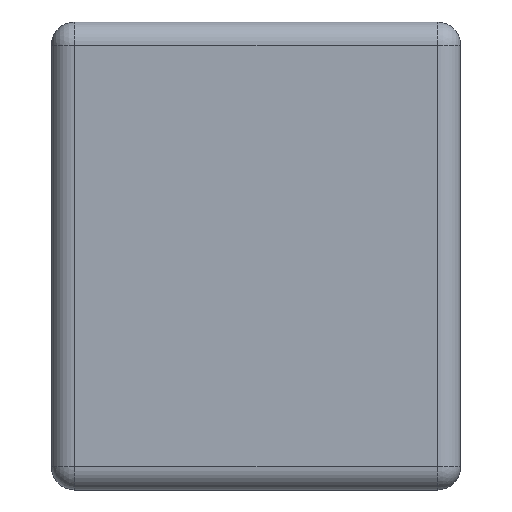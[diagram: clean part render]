
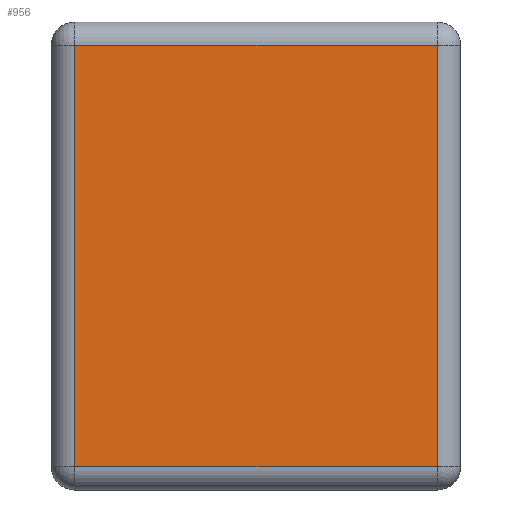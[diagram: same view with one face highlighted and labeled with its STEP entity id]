
A CAD part, left-side view. The second image highlights one B-rep face of the part: STEP entity #956.
In plain terms, the highlighted planar face has unit normal (-1, 0, 0).
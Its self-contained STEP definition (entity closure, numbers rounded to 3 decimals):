
#26 = EDGE_CURVE ( 'NONE', #294, #722, #372, .T. ) ;
#70 = LINE ( 'NONE', #673, #980 ) ;
#100 = DIRECTION ( 'NONE',  ( 1., 0., 0. ) ) ;
#135 = CARTESIAN_POINT ( 'NONE',  ( -1.6, 0.08, -0.72 ) ) ;
#211 = AXIS2_PLACEMENT_3D ( 'NONE', #1097, #100, #216 ) ;
#216 = DIRECTION ( 'NONE',  ( 0., 0., -1. ) ) ;
#268 = CARTESIAN_POINT ( 'NONE',  ( -1.6, 1.4, -0.72 ) ) ;
#290 = LINE ( 'NONE', #571, #1018 ) ;
#294 = VERTEX_POINT ( 'NONE', #926 ) ;
#338 = ORIENTED_EDGE ( 'NONE', *, *, #812, .T. ) ;
#369 = VECTOR ( 'NONE', #1067, 1000. ) ;
#372 = LINE ( 'NONE', #1042, #994 ) ;
#396 = DIRECTION ( 'NONE',  ( 0., 0., 1. ) ) ;
#493 = LINE ( 'NONE', #268, #369 ) ;
#571 = CARTESIAN_POINT ( 'NONE',  ( -1.6, 1.4, 0.72 ) ) ;
#603 = ORIENTED_EDGE ( 'NONE', *, *, #903, .T. ) ;
#633 = VERTEX_POINT ( 'NONE', #993 ) ;
#673 = CARTESIAN_POINT ( 'NONE',  ( -1.6, 0.08, -0.8 ) ) ;
#722 = VERTEX_POINT ( 'NONE', #1203 ) ;
#772 = DIRECTION ( 'NONE',  ( 0., 0., -1. ) ) ;
#812 = EDGE_CURVE ( 'NONE', #633, #294, #290, .T. ) ;
#903 = EDGE_CURVE ( 'NONE', #1131, #633, #70, .T. ) ;
#904 = PLANE ( 'NONE',  #211 ) ;
#923 = EDGE_LOOP ( 'NONE', ( #937, #1199, #603, #338 ) ) ;
#926 = CARTESIAN_POINT ( 'NONE',  ( -1.6, 1.32, 0.72 ) ) ;
#937 = ORIENTED_EDGE ( 'NONE', *, *, #26, .T. ) ;
#956 = ADVANCED_FACE ( 'NONE', ( #1103 ), #904, .F. ) ;
#980 = VECTOR ( 'NONE', #396, 1000. ) ;
#993 = CARTESIAN_POINT ( 'NONE',  ( -1.6, 0.08, 0.72 ) ) ;
#994 = VECTOR ( 'NONE', #772, 1000. ) ;
#1018 = VECTOR ( 'NONE', #1063, 1000. ) ;
#1042 = CARTESIAN_POINT ( 'NONE',  ( -1.6, 1.32, -0.8 ) ) ;
#1063 = DIRECTION ( 'NONE',  ( 0., 1., 0. ) ) ;
#1067 = DIRECTION ( 'NONE',  ( 0., -1., 0. ) ) ;
#1097 = CARTESIAN_POINT ( 'NONE',  ( -1.6, 1.4, -0.8 ) ) ;
#1103 = FACE_OUTER_BOUND ( 'NONE', #923, .T. ) ;
#1131 = VERTEX_POINT ( 'NONE', #135 ) ;
#1199 = ORIENTED_EDGE ( 'NONE', *, *, #1207, .T. ) ;
#1203 = CARTESIAN_POINT ( 'NONE',  ( -1.6, 1.32, -0.72 ) ) ;
#1207 = EDGE_CURVE ( 'NONE', #722, #1131, #493, .T. ) ;
